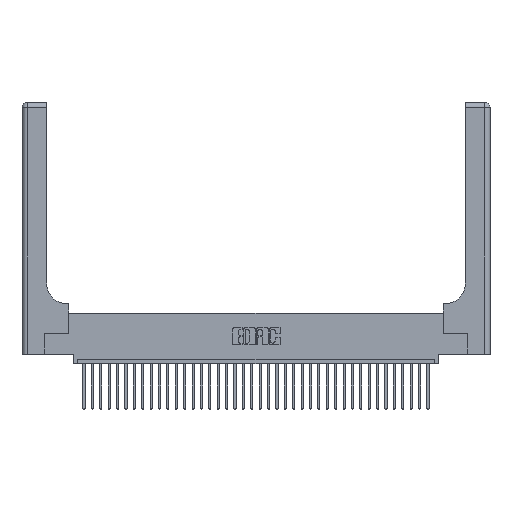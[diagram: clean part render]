
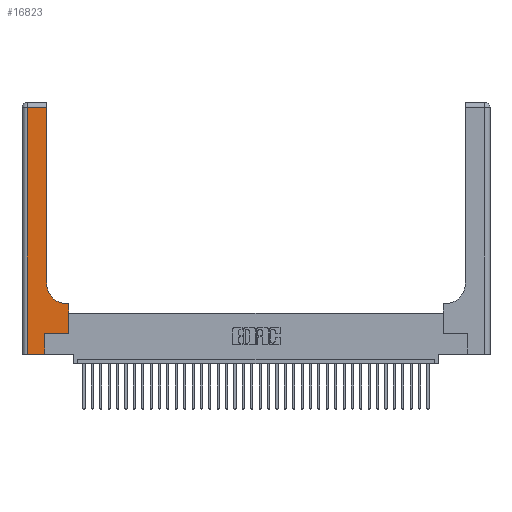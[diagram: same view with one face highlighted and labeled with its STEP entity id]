
A CAD part, top view. The second image highlights one B-rep face of the part: STEP entity #16823.
In plain terms, the highlighted planar face has unit normal (0, 0, 1).
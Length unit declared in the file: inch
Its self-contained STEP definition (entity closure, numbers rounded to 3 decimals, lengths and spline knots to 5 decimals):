
#969 = DIRECTION ( 'NONE',  ( 0., 0., -1. ) ) ;
#1287 = VECTOR ( 'NONE', #23680, 39.37008 ) ;
#1643 = CARTESIAN_POINT ( 'NONE',  ( 0.5585, 0.25, 0.37 ) ) ;
#1710 = EDGE_CURVE ( 'NONE', #32961, #17903, #18405, .T. ) ;
#2049 = VECTOR ( 'NONE', #5995, 39.37008 ) ;
#2073 = DIRECTION ( 'NONE',  ( 1., 0., 0. ) ) ;
#2159 = ORIENTED_EDGE ( 'NONE', *, *, #14713, .T. ) ;
#2386 = ORIENTED_EDGE ( 'NONE', *, *, #11648, .T. ) ;
#2603 = ORIENTED_EDGE ( 'NONE', *, *, #21451, .T. ) ;
#2709 = ORIENTED_EDGE ( 'NONE', *, *, #22275, .T. ) ;
#3021 = DIRECTION ( 'NONE',  ( -1., 0., 0. ) ) ;
#3994 = VECTOR ( 'NONE', #29931, 39.37008 ) ;
#4127 = VERTEX_POINT ( 'NONE', #4807 ) ;
#4138 = ORIENTED_EDGE ( 'NONE', *, *, #1710, .T. ) ;
#4807 = CARTESIAN_POINT ( 'NONE',  ( 0.269, 0., 0.37 ) ) ;
#5995 = DIRECTION ( 'NONE',  ( 0., 1., 0. ) ) ;
#6862 = ORIENTED_EDGE ( 'NONE', *, *, #14133, .T. ) ;
#8290 = CARTESIAN_POINT ( 'NONE',  ( 0.06, 0., 0.37 ) ) ;
#9179 = CARTESIAN_POINT ( 'NONE',  ( 0.269, 0., 0.37 ) ) ;
#9840 = CARTESIAN_POINT ( 'NONE',  ( 0., 0., 0.37 ) ) ;
#9958 = CARTESIAN_POINT ( 'NONE',  ( 0.2915, 3., 0.37 ) ) ;
#10067 = CARTESIAN_POINT ( 'NONE',  ( 0.5585, 0.6, 0.37 ) ) ;
#10524 = CARTESIAN_POINT ( 'NONE',  ( 0.2915, 2.94, 0.37 ) ) ;
#10607 = CARTESIAN_POINT ( 'NONE',  ( 0.2915, 0.85, 0.37 ) ) ;
#11648 = EDGE_CURVE ( 'NONE', #23945, #4127, #33243, .T. ) ;
#11863 = ORIENTED_EDGE ( 'NONE', *, *, #19205, .T. ) ;
#12261 = LINE ( 'NONE', #15084, #28297 ) ;
#12637 = EDGE_CURVE ( 'NONE', #26776, #27558, #23315, .T. ) ;
#12797 = LINE ( 'NONE', #19489, #2049 ) ;
#12917 = LINE ( 'NONE', #9958, #3994 ) ;
#13195 = DIRECTION ( 'NONE',  ( 0., 0., -1. ) ) ;
#14133 = EDGE_CURVE ( 'NONE', #4127, #32961, #28932, .T. ) ;
#14387 = CARTESIAN_POINT ( 'NONE',  ( 0.269, 0.25, 0.37 ) ) ;
#14397 = CIRCLE ( 'NONE', #21205, 0.25 ) ;
#14713 = EDGE_CURVE ( 'NONE', #17988, #26776, #12917, .T. ) ;
#15084 = CARTESIAN_POINT ( 'NONE',  ( 0.2915, 0.6, 0.37 ) ) ;
#15210 = DIRECTION ( 'NONE',  ( -1., 0., 0. ) ) ;
#15257 = VERTEX_POINT ( 'NONE', #21119 ) ;
#16823 = ADVANCED_FACE ( 'NONE', ( #28779 ), #32747, .F. ) ;
#17903 = VERTEX_POINT ( 'NONE', #1643 ) ;
#17988 = VERTEX_POINT ( 'NONE', #10607 ) ;
#18099 = EDGE_LOOP ( 'NONE', ( #2159, #24029, #20069, #2386, #6862, #4138, #2603, #2709, #11863 ) ) ;
#18405 = LINE ( 'NONE', #27626, #33971 ) ;
#18434 = VECTOR ( 'NONE', #3021, 39.37008 ) ;
#18600 = VERTEX_POINT ( 'NONE', #10067 ) ;
#18917 = DIRECTION ( 'NONE',  ( -1., 0., 0. ) ) ;
#19205 = EDGE_CURVE ( 'NONE', #15257, #17988, #14397, .T. ) ;
#19489 = CARTESIAN_POINT ( 'NONE',  ( 0.5585, 0.25, 0.37 ) ) ;
#20069 = ORIENTED_EDGE ( 'NONE', *, *, #36314, .T. ) ;
#20454 = LINE ( 'NONE', #32664, #27124 ) ;
#20844 = CARTESIAN_POINT ( 'NONE',  ( 0.5415, 0.85, 0.37 ) ) ;
#21083 = DIRECTION ( 'NONE',  ( 0., -1., 0. ) ) ;
#21119 = CARTESIAN_POINT ( 'NONE',  ( 0.5415, 0.6, 0.37 ) ) ;
#21205 = AXIS2_PLACEMENT_3D ( 'NONE', #20844, #969, #35026 ) ;
#21451 = EDGE_CURVE ( 'NONE', #17903, #18600, #12797, .T. ) ;
#21643 = VECTOR ( 'NONE', #36008, 39.37008 ) ;
#22275 = EDGE_CURVE ( 'NONE', #18600, #15257, #12261, .T. ) ;
#23315 = LINE ( 'NONE', #25356, #18434 ) ;
#23680 = DIRECTION ( 'NONE',  ( 0., 1., 0. ) ) ;
#23945 = VERTEX_POINT ( 'NONE', #8290 ) ;
#24029 = ORIENTED_EDGE ( 'NONE', *, *, #12637, .T. ) ;
#24976 = AXIS2_PLACEMENT_3D ( 'NONE', #27120, #13195, #18917 ) ;
#25356 = CARTESIAN_POINT ( 'NONE',  ( 0., 2.94, 0.37 ) ) ;
#26776 = VERTEX_POINT ( 'NONE', #10524 ) ;
#27120 = CARTESIAN_POINT ( 'NONE',  ( 0., 3., 0.37 ) ) ;
#27124 = VECTOR ( 'NONE', #21083, 39.37008 ) ;
#27558 = VERTEX_POINT ( 'NONE', #32298 ) ;
#27626 = CARTESIAN_POINT ( 'NONE',  ( 0.269, 0.25, 0.37 ) ) ;
#28297 = VECTOR ( 'NONE', #15210, 39.37008 ) ;
#28779 = FACE_OUTER_BOUND ( 'NONE', #18099, .T. ) ;
#28932 = LINE ( 'NONE', #9179, #1287 ) ;
#29931 = DIRECTION ( 'NONE',  ( 0., 1., 0. ) ) ;
#32298 = CARTESIAN_POINT ( 'NONE',  ( 0.06, 2.94, 0.37 ) ) ;
#32664 = CARTESIAN_POINT ( 'NONE',  ( 0.06, 3., 0.37 ) ) ;
#32747 = PLANE ( 'NONE',  #24976 ) ;
#32961 = VERTEX_POINT ( 'NONE', #14387 ) ;
#33243 = LINE ( 'NONE', #9840, #21643 ) ;
#33971 = VECTOR ( 'NONE', #2073, 39.37008 ) ;
#35026 = DIRECTION ( 'NONE',  ( 1., 0., 0. ) ) ;
#36008 = DIRECTION ( 'NONE',  ( 1., 0., 0. ) ) ;
#36314 = EDGE_CURVE ( 'NONE', #27558, #23945, #20454, .T. ) ;
